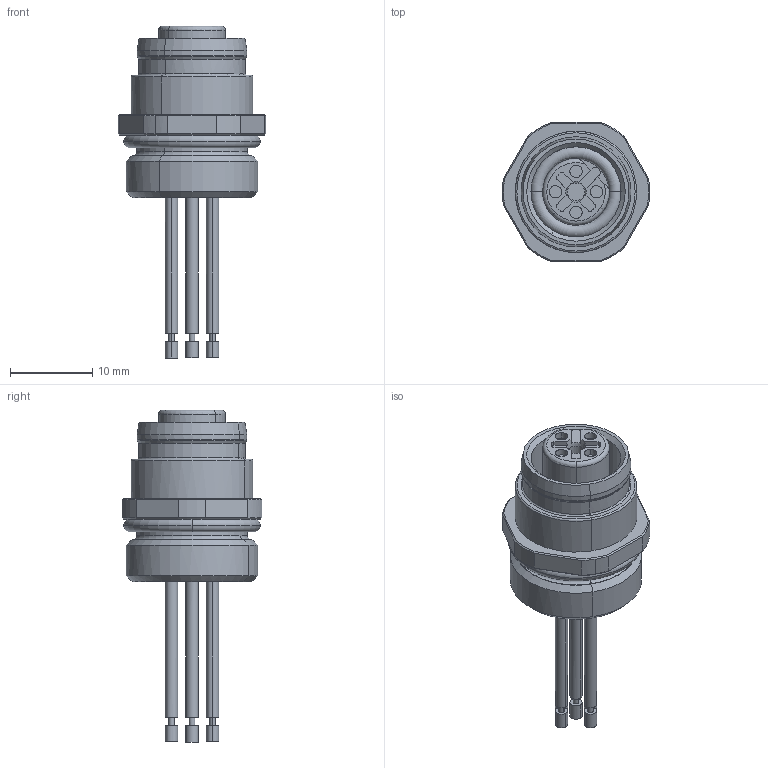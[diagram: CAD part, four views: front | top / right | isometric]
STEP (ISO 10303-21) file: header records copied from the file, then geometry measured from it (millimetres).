
FILE_DESCRIPTION(('CATIA V5 STEP Exchange','CAx-IF Rec.Pracs.--- Model Styling and Organization---1.4--- 2014-01-23'),'2;1');
FILE_NAME ('386024-2_0', '2021-02-23T15:50:05+00:00', ('none'), ('Weidmueller'), 'CATIA Version 5-6 Release 2016 SP3 HF44', 'CATIA V5 STEP AP214', 'none');
FILE_SCHEMA(('AUTOMOTIVE_DESIGN { 1 0 10303 214 1 1 1 1 }'));
Length unit declared in the file: millimetre
Products named in the file (1): 2434700000
Bounding box: 17.96 x 17 x 40.45 mm (x, y, z)
Volume: 3419.5 mm3; surface area: 2943.3 mm2
Topology: 9 solids, 9 shells, 207 faces, 481 edges, 308 vertices
Faces by surface type: cylinder 82, plane 71, cone 28, torus 26
Entity records: 6348 total; most frequent: CARTESIAN_POINT 1853, ORIENTED_EDGE 962, DIRECTION 769, EDGE_CURVE 481, AXIS2_PLACEMENT_3D 414, VERTEX_POINT 308, EDGE_LOOP 229, CIRCLE 219
